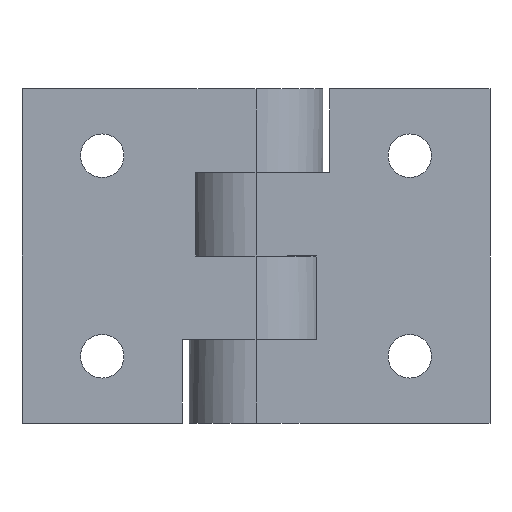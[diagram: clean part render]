
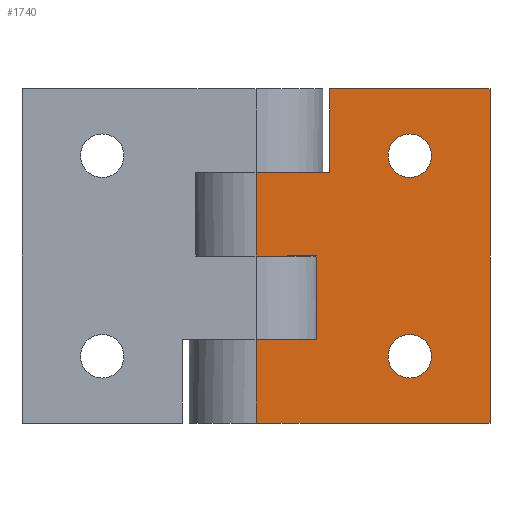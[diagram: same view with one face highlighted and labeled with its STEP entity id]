
A CAD part, front view. The second image highlights one B-rep face of the part: STEP entity #1740.
In plain terms, the highlighted planar face has unit normal (0, -1, 0).
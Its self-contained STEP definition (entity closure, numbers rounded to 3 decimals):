
#1 = DIRECTION ( 'NONE',  ( 0., 0., -1. ) ) ;
#15 = CARTESIAN_POINT ( 'NONE',  ( 23., -9.5, 43.25 ) ) ;
#25 = AXIS2_PLACEMENT_3D ( 'NONE', #2160, #443, #1188 ) ;
#30 = CARTESIAN_POINT ( 'NONE',  ( 0., -9.5, 0. ) ) ;
#31 = LINE ( 'NONE', #2470, #785 ) ;
#58 = CARTESIAN_POINT ( 'NONE',  ( 0., -9.5, 37.5 ) ) ;
#78 = DIRECTION ( 'NONE',  ( 0., 0., 1. ) ) ;
#122 = VERTEX_POINT ( 'NONE', #58 ) ;
#123 = CARTESIAN_POINT ( 'NONE',  ( 23., -9.5, 10. ) ) ;
#158 = DIRECTION ( 'NONE',  ( 0., 0., 1. ) ) ;
#191 = CIRCLE ( 'NONE', #868, 3.25 ) ;
#219 = CARTESIAN_POINT ( 'NONE',  ( 11., -9.5, 37.5 ) ) ;
#294 = CARTESIAN_POINT ( 'NONE',  ( 35., -9.5, 25. ) ) ;
#345 = CIRCLE ( 'NONE', #2386, 3.25 ) ;
#347 = DIRECTION ( 'NONE',  ( 0., 0., -1. ) ) ;
#348 = EDGE_LOOP ( 'NONE', ( #2368, #1142, #436, #1325, #2252, #1446, #759, #480, #1521, #2437 ) ) ;
#376 = LINE ( 'NONE', #1705, #913 ) ;
#392 = VERTEX_POINT ( 'NONE', #2334 ) ;
#398 = VECTOR ( 'NONE', #1236, 1000. ) ;
#412 = VERTEX_POINT ( 'NONE', #1377 ) ;
#419 = PLANE ( 'NONE',  #25 ) ;
#425 = VECTOR ( 'NONE', #1190, 1000. ) ;
#436 = ORIENTED_EDGE ( 'NONE', *, *, #1318, .T. ) ;
#443 = DIRECTION ( 'NONE',  ( 0., -1., 0. ) ) ;
#453 = EDGE_CURVE ( 'NONE', #122, #392, #1756, .T. ) ;
#480 = ORIENTED_EDGE ( 'NONE', *, *, #2477, .T. ) ;
#508 = VECTOR ( 'NONE', #1852, 1000. ) ;
#538 = EDGE_CURVE ( 'NONE', #412, #1598, #1209, .T. ) ;
#542 = VERTEX_POINT ( 'NONE', #1141 ) ;
#557 = DIRECTION ( 'NONE',  ( 1., 0., 0. ) ) ;
#586 = DIRECTION ( 'NONE',  ( 0., 0., -1. ) ) ;
#588 = CARTESIAN_POINT ( 'NONE',  ( 0., -9.5, 0. ) ) ;
#598 = CIRCLE ( 'NONE', #2038, 3.25 ) ;
#637 = VECTOR ( 'NONE', #78, 1000. ) ;
#668 = VECTOR ( 'NONE', #2248, 1000. ) ;
#718 = EDGE_LOOP ( 'NONE', ( #1001, #2018 ) ) ;
#750 = CARTESIAN_POINT ( 'NONE',  ( 23., -9.5, 6.75 ) ) ;
#759 = ORIENTED_EDGE ( 'NONE', *, *, #826, .T. ) ;
#779 = CARTESIAN_POINT ( 'NONE',  ( 11., -9.5, 0. ) ) ;
#785 = VECTOR ( 'NONE', #2484, 1000. ) ;
#826 = EDGE_CURVE ( 'NONE', #1766, #542, #967, .T. ) ;
#841 = EDGE_CURVE ( 'NONE', #1250, #412, #31, .T. ) ;
#846 = CARTESIAN_POINT ( 'NONE',  ( 9., -9.5, 25. ) ) ;
#868 = AXIS2_PLACEMENT_3D ( 'NONE', #2129, #1115, #158 ) ;
#892 = VECTOR ( 'NONE', #586, 1000. ) ;
#901 = DIRECTION ( 'NONE',  ( 0., 0., 1. ) ) ;
#902 = VERTEX_POINT ( 'NONE', #1175 ) ;
#909 = LINE ( 'NONE', #2452, #508 ) ;
#913 = VECTOR ( 'NONE', #347, 1000. ) ;
#915 = LINE ( 'NONE', #1517, #668 ) ;
#950 = LINE ( 'NONE', #1119, #1554 ) ;
#951 = CIRCLE ( 'NONE', #1831, 3.25 ) ;
#967 = LINE ( 'NONE', #1366, #425 ) ;
#1001 = ORIENTED_EDGE ( 'NONE', *, *, #2138, .T. ) ;
#1017 = DIRECTION ( 'NONE',  ( 0., 0., 1. ) ) ;
#1024 = CARTESIAN_POINT ( 'NONE',  ( 23., -9.5, 13.25 ) ) ;
#1078 = VERTEX_POINT ( 'NONE', #750 ) ;
#1084 = EDGE_CURVE ( 'NONE', #1099, #1886, #345, .T. ) ;
#1099 = VERTEX_POINT ( 'NONE', #15 ) ;
#1115 = DIRECTION ( 'NONE',  ( 0., 1., 0. ) ) ;
#1119 = CARTESIAN_POINT ( 'NONE',  ( -10., -9.5, 12.5 ) ) ;
#1126 = ORIENTED_EDGE ( 'NONE', *, *, #1568, .T. ) ;
#1141 = CARTESIAN_POINT ( 'NONE',  ( 35., -9.5, 0. ) ) ;
#1142 = ORIENTED_EDGE ( 'NONE', *, *, #453, .T. ) ;
#1175 = CARTESIAN_POINT ( 'NONE',  ( 9., -9.5, 12.5 ) ) ;
#1188 = DIRECTION ( 'NONE',  ( 0., 0., -1. ) ) ;
#1190 = DIRECTION ( 'NONE',  ( 1., 0., 0. ) ) ;
#1209 = LINE ( 'NONE', #779, #892 ) ;
#1211 = FACE_BOUND ( 'NONE', #1896, .T. ) ;
#1236 = DIRECTION ( 'NONE',  ( 1., 0., 0. ) ) ;
#1250 = VERTEX_POINT ( 'NONE', #1899 ) ;
#1268 = EDGE_CURVE ( 'NONE', #1078, #1837, #191, .T. ) ;
#1310 = CARTESIAN_POINT ( 'NONE',  ( 23., -9.5, 40. ) ) ;
#1318 = EDGE_CURVE ( 'NONE', #392, #2353, #1619, .T. ) ;
#1325 = ORIENTED_EDGE ( 'NONE', *, *, #1802, .F. ) ;
#1333 = FACE_BOUND ( 'NONE', #718, .T. ) ;
#1366 = CARTESIAN_POINT ( 'NONE',  ( 35., -9.5, 0. ) ) ;
#1369 = CARTESIAN_POINT ( 'NONE',  ( 0., -9.5, 12.5 ) ) ;
#1376 = VECTOR ( 'NONE', #1, 1000. ) ;
#1377 = CARTESIAN_POINT ( 'NONE',  ( 11., -9.5, 50. ) ) ;
#1446 = ORIENTED_EDGE ( 'NONE', *, *, #2170, .T. ) ;
#1517 = CARTESIAN_POINT ( 'NONE',  ( 35., -9.5, 0. ) ) ;
#1521 = ORIENTED_EDGE ( 'NONE', *, *, #841, .T. ) ;
#1539 = FACE_OUTER_BOUND ( 'NONE', #348, .T. ) ;
#1554 = VECTOR ( 'NONE', #557, 1000. ) ;
#1568 = EDGE_CURVE ( 'NONE', #1886, #1099, #951, .T. ) ;
#1584 = ORIENTED_EDGE ( 'NONE', *, *, #1084, .T. ) ;
#1598 = VERTEX_POINT ( 'NONE', #219 ) ;
#1619 = LINE ( 'NONE', #294, #398 ) ;
#1705 = CARTESIAN_POINT ( 'NONE',  ( 0., -9.5, 0. ) ) ;
#1729 = DIRECTION ( 'NONE',  ( 0., 1., 0. ) ) ;
#1740 = ADVANCED_FACE ( 'NONE', ( #1333, #1211, #1539 ), #419, .T. ) ;
#1741 = DIRECTION ( 'NONE',  ( 0., 1., 0. ) ) ;
#1756 = LINE ( 'NONE', #30, #1376 ) ;
#1766 = VERTEX_POINT ( 'NONE', #588 ) ;
#1802 = EDGE_CURVE ( 'NONE', #902, #2353, #2384, .T. ) ;
#1831 = AXIS2_PLACEMENT_3D ( 'NONE', #2331, #1729, #1017 ) ;
#1837 = VERTEX_POINT ( 'NONE', #1024 ) ;
#1852 = DIRECTION ( 'NONE',  ( -1., 0., 0. ) ) ;
#1860 = DIRECTION ( 'NONE',  ( 0., 1., 0. ) ) ;
#1886 = VERTEX_POINT ( 'NONE', #2244 ) ;
#1889 = EDGE_CURVE ( 'NONE', #2340, #902, #950, .T. ) ;
#1896 = EDGE_LOOP ( 'NONE', ( #1584, #1126 ) ) ;
#1899 = CARTESIAN_POINT ( 'NONE',  ( 35., -9.5, 50. ) ) ;
#1921 = DIRECTION ( 'NONE',  ( 0., 0., 1. ) ) ;
#1953 = EDGE_CURVE ( 'NONE', #1598, #122, #909, .T. ) ;
#2018 = ORIENTED_EDGE ( 'NONE', *, *, #1268, .T. ) ;
#2023 = CARTESIAN_POINT ( 'NONE',  ( 9., -9.5, 12.5 ) ) ;
#2038 = AXIS2_PLACEMENT_3D ( 'NONE', #123, #1860, #901 ) ;
#2129 = CARTESIAN_POINT ( 'NONE',  ( 23., -9.5, 10. ) ) ;
#2138 = EDGE_CURVE ( 'NONE', #1837, #1078, #598, .T. ) ;
#2160 = CARTESIAN_POINT ( 'NONE',  ( 35., -9.5, 0. ) ) ;
#2170 = EDGE_CURVE ( 'NONE', #2340, #1766, #376, .T. ) ;
#2244 = CARTESIAN_POINT ( 'NONE',  ( 23., -9.5, 36.75 ) ) ;
#2248 = DIRECTION ( 'NONE',  ( 0., 0., 1. ) ) ;
#2252 = ORIENTED_EDGE ( 'NONE', *, *, #1889, .F. ) ;
#2331 = CARTESIAN_POINT ( 'NONE',  ( 23., -9.5, 40. ) ) ;
#2334 = CARTESIAN_POINT ( 'NONE',  ( 0., -9.5, 25. ) ) ;
#2340 = VERTEX_POINT ( 'NONE', #1369 ) ;
#2353 = VERTEX_POINT ( 'NONE', #846 ) ;
#2368 = ORIENTED_EDGE ( 'NONE', *, *, #1953, .T. ) ;
#2384 = LINE ( 'NONE', #2023, #637 ) ;
#2386 = AXIS2_PLACEMENT_3D ( 'NONE', #1310, #1741, #1921 ) ;
#2437 = ORIENTED_EDGE ( 'NONE', *, *, #538, .T. ) ;
#2452 = CARTESIAN_POINT ( 'NONE',  ( 35., -9.5, 37.5 ) ) ;
#2470 = CARTESIAN_POINT ( 'NONE',  ( 35., -9.5, 50. ) ) ;
#2477 = EDGE_CURVE ( 'NONE', #542, #1250, #915, .T. ) ;
#2484 = DIRECTION ( 'NONE',  ( -1., 0., 0. ) ) ;
